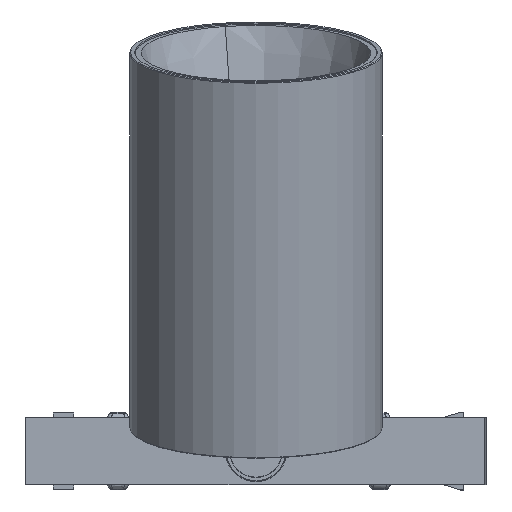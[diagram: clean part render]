
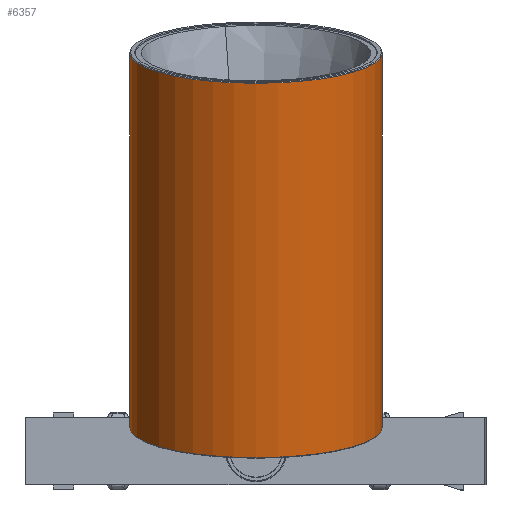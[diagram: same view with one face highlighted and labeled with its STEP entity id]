
A CAD part, top view. The second image highlights one B-rep face of the part: STEP entity #6357.
In plain terms, the highlighted cylindrical face has radius 31 mm (diameter 62 mm), a partial arc.
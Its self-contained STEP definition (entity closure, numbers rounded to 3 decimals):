
#277 = VERTEX_POINT ( 'NONE', #91051 ) ;
#1262 = LINE ( 'NONE', #112111, #123037 ) ;
#2667 = DIRECTION ( 'NONE',  ( 0., 0., -1. ) ) ;
#6357 = ADVANCED_FACE ( 'NONE', ( #69751 ), #27681, .T. ) ;
#12721 = DIRECTION ( 'NONE',  ( 0., 0., 1. ) ) ;
#12816 = CARTESIAN_POINT ( 'NONE',  ( 0., 0., -116.794 ) ) ;
#13024 = ORIENTED_EDGE ( 'NONE', *, *, #23256, .T. ) ;
#17176 = VERTEX_POINT ( 'NONE', #101888 ) ;
#17360 = VERTEX_POINT ( 'NONE', #66017 ) ;
#23256 = EDGE_CURVE ( 'NONE', #106561, #277, #1262, .T. ) ;
#27681 = CYLINDRICAL_SURFACE ( 'NONE', #93780, 31. ) ;
#29742 = CARTESIAN_POINT ( 'NONE',  ( 0., 0., -0.2 ) ) ;
#31205 = CIRCLE ( 'NONE', #56533, 31. ) ;
#42472 = EDGE_CURVE ( 'NONE', #277, #17360, #105003, .T. ) ;
#45550 = VECTOR ( 'NONE', #102924, 1000. ) ;
#54989 = EDGE_CURVE ( 'NONE', #17176, #17360, #71164, .T. ) ;
#56533 = AXIS2_PLACEMENT_3D ( 'NONE', #29742, #96256, #106739 ) ;
#59161 = ORIENTED_EDGE ( 'NONE', *, *, #42472, .T. ) ;
#60516 = CARTESIAN_POINT ( 'NONE',  ( 0., 0., -94.8 ) ) ;
#66017 = CARTESIAN_POINT ( 'NONE',  ( 31., 0., -94.8 ) ) ;
#69751 = FACE_OUTER_BOUND ( 'NONE', #96577, .T. ) ;
#70722 = DIRECTION ( 'NONE',  ( -1., 0., 0. ) ) ;
#71164 = LINE ( 'NONE', #94949, #45550 ) ;
#71590 = ORIENTED_EDGE ( 'NONE', *, *, #116379, .T. ) ;
#72870 = CARTESIAN_POINT ( 'NONE',  ( -31., 0., -0.2 ) ) ;
#72986 = DIRECTION ( 'NONE',  ( 0., 0., -1. ) ) ;
#89616 = DIRECTION ( 'NONE',  ( 1., 0., 0. ) ) ;
#91051 = CARTESIAN_POINT ( 'NONE',  ( -31., 0., -94.8 ) ) ;
#93780 = AXIS2_PLACEMENT_3D ( 'NONE', #12816, #2667, #70722 ) ;
#94949 = CARTESIAN_POINT ( 'NONE',  ( 31., 0., -116.794 ) ) ;
#95519 = ORIENTED_EDGE ( 'NONE', *, *, #54989, .F. ) ;
#96256 = DIRECTION ( 'NONE',  ( 0., 0., -1. ) ) ;
#96577 = EDGE_LOOP ( 'NONE', ( #95519, #71590, #13024, #59161 ) ) ;
#101888 = CARTESIAN_POINT ( 'NONE',  ( 31., 0., -0.2 ) ) ;
#102924 = DIRECTION ( 'NONE',  ( 0., 0., -1. ) ) ;
#105003 = CIRCLE ( 'NONE', #108352, 31. ) ;
#106561 = VERTEX_POINT ( 'NONE', #72870 ) ;
#106739 = DIRECTION ( 'NONE',  ( -1., 0., 0. ) ) ;
#108352 = AXIS2_PLACEMENT_3D ( 'NONE', #60516, #12721, #89616 ) ;
#112111 = CARTESIAN_POINT ( 'NONE',  ( -31., 0., -116.794 ) ) ;
#116379 = EDGE_CURVE ( 'NONE', #17176, #106561, #31205, .T. ) ;
#123037 = VECTOR ( 'NONE', #72986, 1000. ) ;
